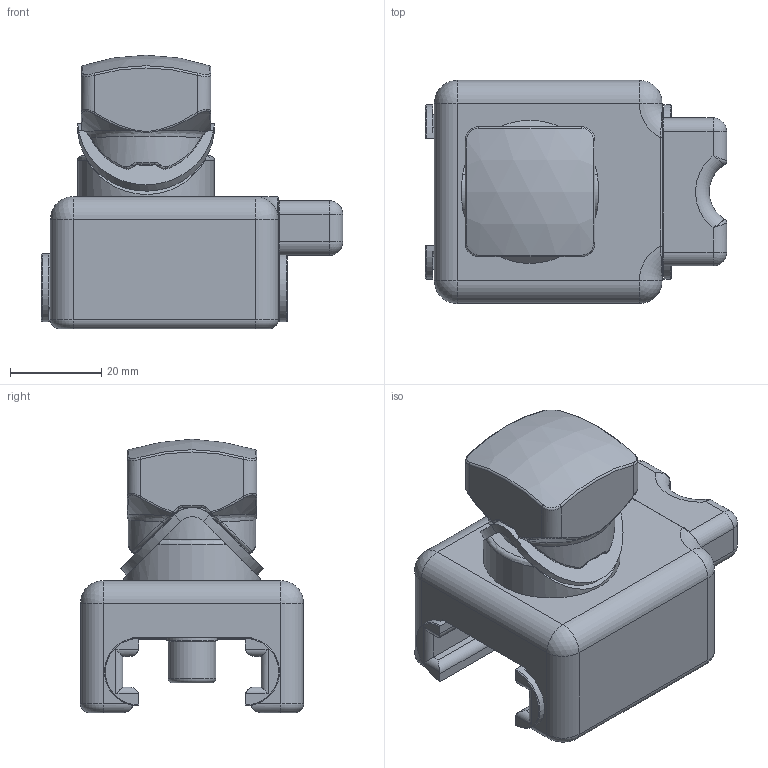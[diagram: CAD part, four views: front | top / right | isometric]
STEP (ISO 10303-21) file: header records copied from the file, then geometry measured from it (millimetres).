
FILE_DESCRIPTION(/* description */ (''),/* implementation_level */ '2;1');
FILE_NAME(/* name */ '4291.stp',/* time_stamp */ '2021-03-02T11:56:08+01:00',/* author */ ('lucade'),/* organization */ (''),/* preprocessor_version */ 'ST-DEVELOPER v18.1',/* originating_system */ 'Autodesk Inventor 2021',/* authorisation */ '');
FILE_SCHEMA (('AUTOMOTIVE_DESIGN { 1 0 10303 214 3 1 1 }'));
Length unit declared in the file: millimetre
Products named in the file (1): 18031302
Bounding box: 66.2 x 49 x 60.05 mm (x, y, z)
Volume: 73839.5 mm3; surface area: 18977.5 mm2
Topology: 2 solids, 3 shells, 350 faces, 872 edges, 512 vertices
Faces by surface type: cylinder 104, plane 104, bspline 82, torus 29, sphere 21, cone 10
Full cylindrical faces by diameter (mm): 10.5 x1, 11 x1, 20.5 x1, 23 x1, 30 x1
Entity records: 12689 total; most frequent: CARTESIAN_POINT 4610, ORIENTED_EDGE 1736, DIRECTION 1641, EDGE_CURVE 868, AXIS2_PLACEMENT_3D 643, VERTEX_POINT 512, LINE 355, VECTOR 355
